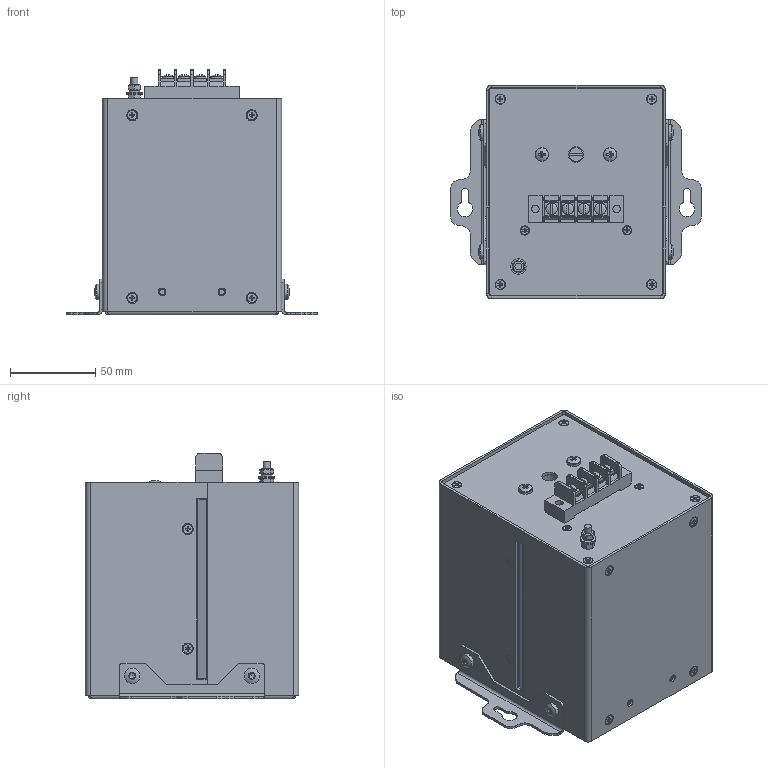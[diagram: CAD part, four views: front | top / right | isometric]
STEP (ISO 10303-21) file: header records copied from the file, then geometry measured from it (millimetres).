
FILE_DESCRIPTION(('STEP AP214'), '1');
FILE_NAME('1.210.203 - Êîìïëåêò êîðïóñà ôèëüòðà ðàçäåëèòåëüíîãî Â×', '2017-12-14T07:02:18', ('UNSPECIFIED'), ('UNSPECIFIED'), 'ASCON STEP Converter 1.3', 'ASCON Math Kernel', '');
FILE_SCHEMA(('AUTOMOTIVE_DESIGN { 1 0 10303 214 3 1 1}'));
Length unit declared in the file: millimetre
Products named in the file (47): 1.210.203; 2.180.173; 3.181.154; 3.181.153; 2.180.174; 3.181.155; 2.180.175; 3.181.161; 3.181.156; 2.160.006; 3.160.038; 3.160.040; 3.160.039; 1546842-4; 3.181.158; 3.181.159; 60807-181; 24560-130; 3.160.050
Assembly tree (85 placements, depth 3):
  1.210.203
    2.180.173
      3.181.154
      (unnamed)  x4
    3.181.153
    2.180.174
      3.181.155
      (unnamed)  x8
    2.180.175
      3.181.161
      (unnamed)  x4
      (unnamed)  x10
    3.181.156
    2.160.006
      3.160.038
      3.160.040
      3.160.039
      (unnamed)
      (unnamed)
      (unnamed)
    1546842-4
    (unnamed)
    3.181.158
    3.181.159
    60807-181  x2
    (unnamed)
    (unnamed)
    (unnamed)
    (unnamed)
    (unnamed)
    (unnamed)
    (unnamed)
    (unnamed)
    (unnamed)
    (unnamed)
    (unnamed)
    (unnamed)
    (unnamed)
    (unnamed)
    (unnamed)
    (unnamed)
    24560-130  x4
    3.160.050
    (unnamed)  x5
    (unnamed)  x4
    (unnamed)  x4
    (unnamed)
    (unnamed)
    (unnamed)  x2
Bounding box: 147 x 125 x 144.05 mm (x, y, z)
Volume: 231703.2 mm3; surface area: 276409.4 mm2
Topology: 81 solids, 81 shells, 2054 faces, 4958 edges, 3197 vertices
Faces by surface type: plane 1284, cylinder 428, cone 245, torus 42, bspline 40, sphere 15
Full cylindrical faces by diameter (mm): 1.854 x4, 2.1 x4, 2.459 x16, 2.5 x3, 3 x34, 3.242 x14, 3.5 x6, 4 x18, 4.3 x5, 4.394 x2, 4.4 x16, 4.5 x13, 4.7 x18, 5 x3, 5.3 x1, 5.5 x16, 5.6 x10, 5.7 x14, 6.23 x16, 6.68 x4, 8 x2, 8.5 x10, 9 x14, 9.2 x1, 9.5 x1, 10 x1, 10.106 x1, 12 x1, 14 x1, 15 x1
Entity records: 62501 total; most frequent: CARTESIAN_POINT 10142, DIRECTION 7473, ORIENTED_EDGE 7246, EDGE_CURVE 3623, LINE 2723, VECTOR 2723, VERTEX_POINT 2468, AXIS2_PLACEMENT_3D 2375
